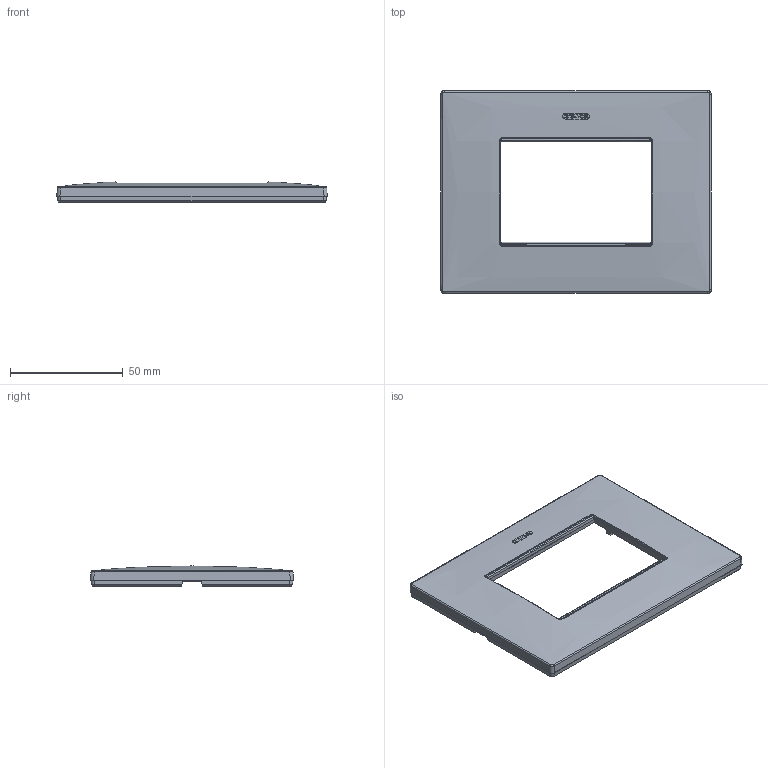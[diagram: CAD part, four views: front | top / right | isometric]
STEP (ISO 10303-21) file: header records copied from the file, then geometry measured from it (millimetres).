
FILE_DESCRIPTION(('CATIA V5 STEP Exchange','CAx-IF Rec.Pracs.--- Model Styling and Organization---1.4--- 2014-01-23'),'2;1');
FILE_NAME('GW16003PW.stp','2024-02-12T15:51:38+00:00',('none'),('none'),'CATIA Version 5-6 Release 2019 SP6','CATIA V5 STEP AP214 v1','none');
FILE_SCHEMA(('AUTOMOTIVE_DESIGN { 1 0 10303 214 1 1 1 1 }'));
Products named in the file (1): GW16003PW
Bounding box: 120 x 90 x 8.89 mm (x, y, z)
Volume: 18059.4 mm3; surface area: 24196.9 mm2
Topology: 1 solids, 1 shells, 1297 faces, 3413 edges, 2078 vertices
Faces by surface type: bspline 699, plane 317, cylinder 183, cone 72, sphere 26
Entity records: 100418 total; most frequent: CARTESIAN_POINT 75195, ORIENTED_EDGE 6786, EDGE_CURVE 3393, B_SPLINE_CURVE_WITH_KNOTS 2596, VERTEX_POINT 2076, DIRECTION 1789, EDGE_LOOP 1333, ADVANCED_FACE 1295
